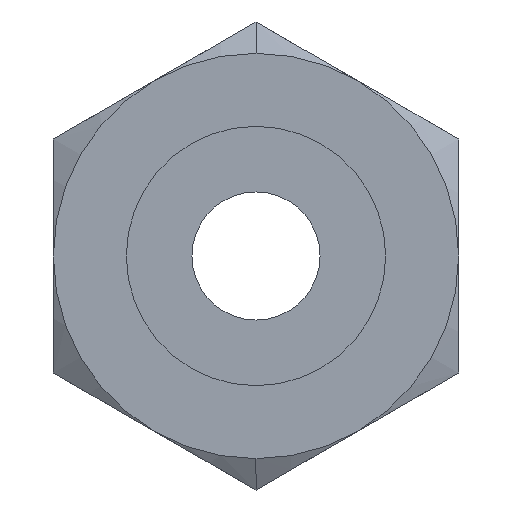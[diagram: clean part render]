
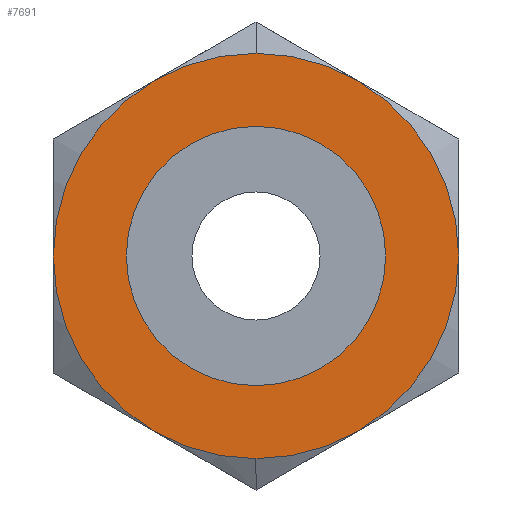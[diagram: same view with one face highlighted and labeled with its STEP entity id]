
A CAD part, left-side view. The second image highlights one B-rep face of the part: STEP entity #7691.
In plain terms, the highlighted planar face has unit normal (-1, 0, 0).
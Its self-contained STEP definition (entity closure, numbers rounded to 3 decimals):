
#269 = VERTEX_POINT ( 'NONE', #5765 ) ;
#408 = EDGE_CURVE ( 'NONE', #269, #10394, #4907, .T. ) ;
#426 = CARTESIAN_POINT ( 'NONE',  ( 0., 0., 8. ) ) ;
#811 = CARTESIAN_POINT ( 'NONE',  ( 0., 0., -8. ) ) ;
#945 = FACE_OUTER_BOUND ( 'NONE', #2914, .T. ) ;
#1368 = ORIENTED_EDGE ( 'NONE', *, *, #7935, .F. ) ;
#1652 = DIRECTION ( 'NONE',  ( 1., 0., 0. ) ) ;
#1828 = AXIS2_PLACEMENT_3D ( 'NONE', #2608, #7511, #9183 ) ;
#1864 = CARTESIAN_POINT ( 'NONE',  ( 0., 0., 0. ) ) ;
#2608 = CARTESIAN_POINT ( 'NONE',  ( 0., 0., 6.25 ) ) ;
#2621 = EDGE_CURVE ( 'NONE', #4527, #4686, #9811, .T. ) ;
#2914 = EDGE_LOOP ( 'NONE', ( #8841, #1368 ) ) ;
#3026 = CARTESIAN_POINT ( 'NONE',  ( 0., 0., 0. ) ) ;
#3351 = DIRECTION ( 'NONE',  ( 1., 0., 0. ) ) ;
#3736 = CARTESIAN_POINT ( 'NONE',  ( 0., 0., 0. ) ) ;
#3786 = DIRECTION ( 'NONE',  ( 0., 0., 1. ) ) ;
#3886 = AXIS2_PLACEMENT_3D ( 'NONE', #4911, #3351, #4104 ) ;
#4050 = AXIS2_PLACEMENT_3D ( 'NONE', #3736, #7135, #3786 ) ;
#4104 = DIRECTION ( 'NONE',  ( 0., 0., -1. ) ) ;
#4227 = PLANE ( 'NONE',  #1828 ) ;
#4527 = VERTEX_POINT ( 'NONE', #811 ) ;
#4534 = DIRECTION ( 'NONE',  ( 1., 0., 0. ) ) ;
#4686 = VERTEX_POINT ( 'NONE', #426 ) ;
#4907 = CIRCLE ( 'NONE', #4050, 12.5 ) ;
#4911 = CARTESIAN_POINT ( 'NONE',  ( 0., 0., 0. ) ) ;
#5039 = DIRECTION ( 'NONE',  ( 0., 0., 1. ) ) ;
#5649 = EDGE_CURVE ( 'NONE', #4686, #4527, #6577, .T. ) ;
#5765 = CARTESIAN_POINT ( 'NONE',  ( 0., 0., 12.5 ) ) ;
#5988 = EDGE_LOOP ( 'NONE', ( #6643, #8825 ) ) ;
#6577 = CIRCLE ( 'NONE', #7273, 8. ) ;
#6643 = ORIENTED_EDGE ( 'NONE', *, *, #2621, .T. ) ;
#7135 = DIRECTION ( 'NONE',  ( 1., 0., 0. ) ) ;
#7273 = AXIS2_PLACEMENT_3D ( 'NONE', #1864, #1652, #5039 ) ;
#7511 = DIRECTION ( 'NONE',  ( -1., 0., 0. ) ) ;
#7691 = ADVANCED_FACE ( 'NONE', ( #9125, #945 ), #4227, .T. ) ;
#7921 = DIRECTION ( 'NONE',  ( 0., 0., -1. ) ) ;
#7935 = EDGE_CURVE ( 'NONE', #10394, #269, #8023, .T. ) ;
#8023 = CIRCLE ( 'NONE', #3886, 12.5 ) ;
#8825 = ORIENTED_EDGE ( 'NONE', *, *, #5649, .T. ) ;
#8841 = ORIENTED_EDGE ( 'NONE', *, *, #408, .F. ) ;
#9125 = FACE_BOUND ( 'NONE', #5988, .T. ) ;
#9183 = DIRECTION ( 'NONE',  ( 0., 0., 1. ) ) ;
#9811 = CIRCLE ( 'NONE', #9981, 8. ) ;
#9981 = AXIS2_PLACEMENT_3D ( 'NONE', #3026, #4534, #7921 ) ;
#10394 = VERTEX_POINT ( 'NONE', #10601 ) ;
#10601 = CARTESIAN_POINT ( 'NONE',  ( 0., 0., -12.5 ) ) ;
